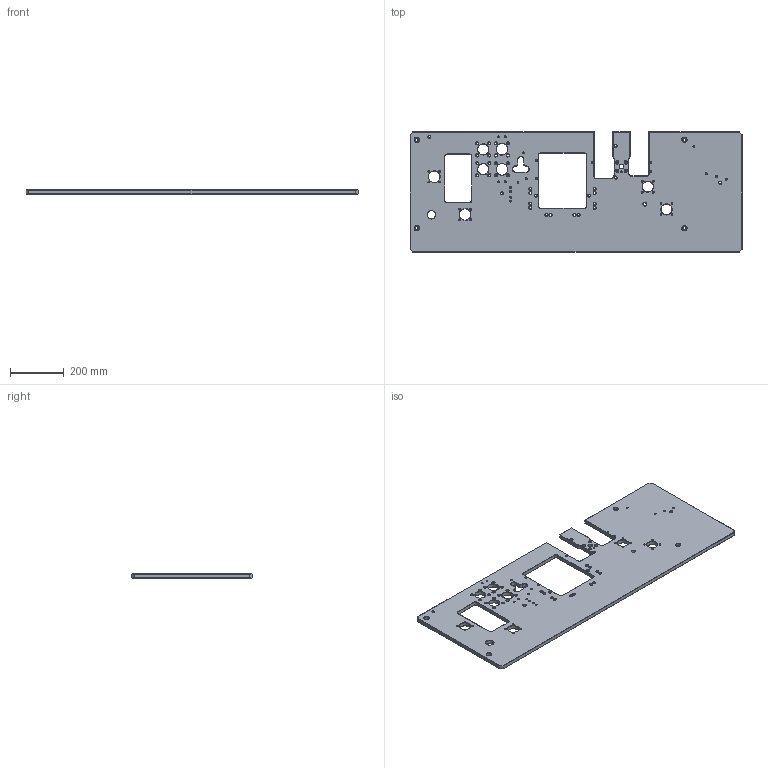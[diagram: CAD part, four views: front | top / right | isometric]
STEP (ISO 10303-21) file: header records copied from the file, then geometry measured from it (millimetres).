
FILE_DESCRIPTION (( 'STEP AP214' ), '1' );
FILE_NAME ('抸旂.130214.00.00.001.STEP', '2019-03-01T15:34:45', ( '' ), ( '' ), 'SwSTEP 2.0', 'SolidWorks 2018', '' );
FILE_SCHEMA (( 'AUTOMOTIVE_DESIGN' ));
Length unit declared in the file: millimetre
Products named in the file (2): 抸旂.130214.00.00.001
Bounding box: 1240 x 450 x 15 mm (x, y, z)
Volume: 6904503.6 mm3; surface area: 1042708.2 mm2
Topology: 1 solids, 1 shells, 726 faces, 1689 edges, 973 vertices
Faces by surface type: cone 394, cylinder 222, plane 110
Entity records: 22140 total; most frequent: DIRECTION 3983, CARTESIAN_POINT 3390, ORIENTED_EDGE 3378, EDGE_CURVE 1689, AXIS2_PLACEMENT_3D 1566, VERTEX_POINT 973, EDGE_LOOP 922, VECTOR 851
